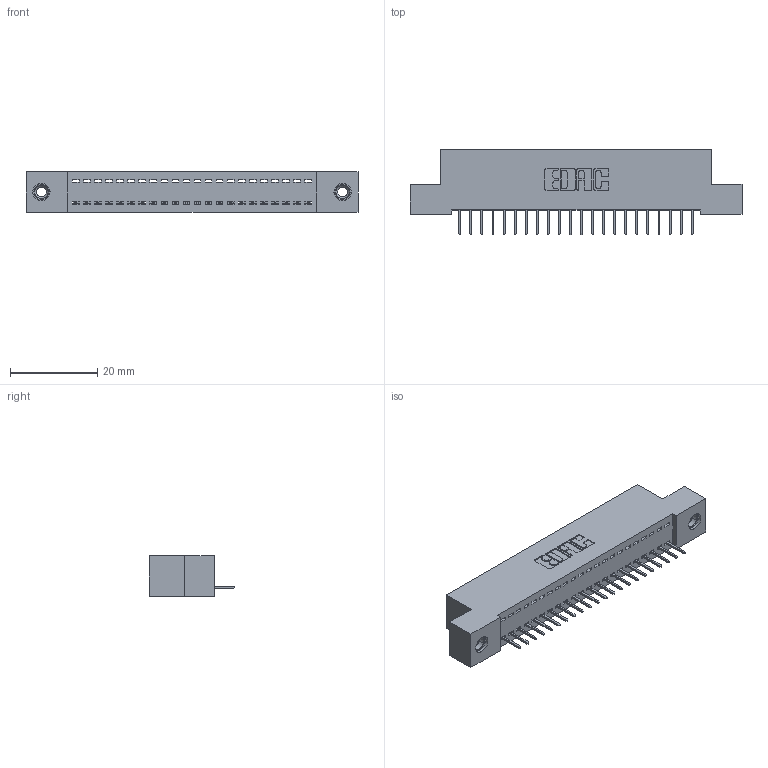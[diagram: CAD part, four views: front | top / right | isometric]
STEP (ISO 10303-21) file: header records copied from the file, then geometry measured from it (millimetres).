
FILE_DESCRIPTION (( 'STEP AP203' ), '1' );
FILE_NAME ('392-022-524-108.STEP', '2018-08-15T12:39:48', ( '' ), ( '' ), 'SwSTEP 2.0', 'SolidWorks 2016', '' );
FILE_SCHEMA (( 'CONFIG_CONTROL_DESIGN' ));
Length unit declared in the file: inch
Products named in the file (4): 345-292-001_345-293-124; 345-250-001_345-250-003-102; 392-022-524-108; 342 Part_TI
Assembly tree (25 placements, depth 2):
  392-022-524-108
    342 Part_TI
    345-292-001_345-293-124  x22
    345-250-001_345-250-003-102  x2
Bounding box: 76.2 x 19.69 x 9.4 mm (x, y, z)
Volume: 6515 mm3; surface area: 8941.4 mm2
Topology: 25 solids, 25 shells, 1534 faces, 4395 edges, 2834 vertices
Faces by surface type: plane 1154, cylinder 364, cone 12, torus 4
Entity records: 17164 total; most frequent: CARTESIAN_POINT 2943, ORIENTED_EDGE 2894, DIRECTION 2557, EDGE_CURVE 1447, VECTOR 1303, LINE 1303, VERTEX_POINT 956, AXIS2_PLACEMENT_3D 627
